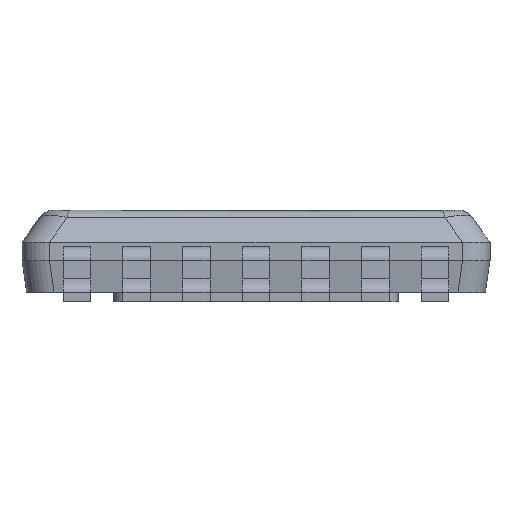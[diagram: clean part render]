
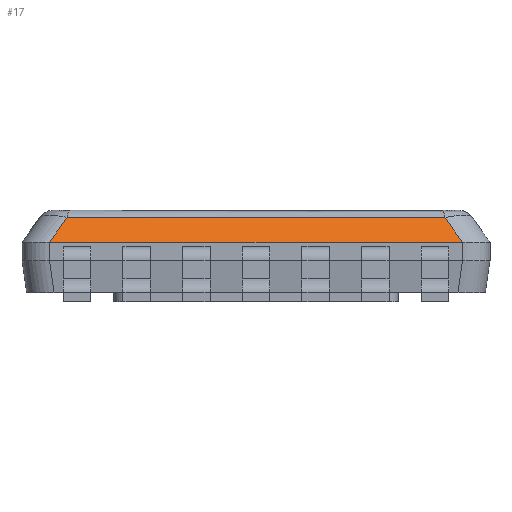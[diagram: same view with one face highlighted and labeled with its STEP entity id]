
A CAD part, left-side view. The second image highlights one B-rep face of the part: STEP entity #17.
In plain terms, the highlighted free-form (B-spline) face has degree [1, 1] with [2, 2] control points.
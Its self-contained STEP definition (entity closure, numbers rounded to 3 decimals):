
#17 = ADVANCED_FACE('',(#18),#77,.F.);
#18 = FACE_BOUND('',#19,.F.);
#19 = EDGE_LOOP('',(#20,#29,#64,#71));
#20 = ORIENTED_EDGE('',*,*,#21,.T.);
#21 = EDGE_CURVE('',#22,#24,#26,.T.);
#22 = VERTEX_POINT('',#23);
#23 = CARTESIAN_POINT('',(-2.25,2.25,0.65));
#24 = VERTEX_POINT('',#25);
#25 = CARTESIAN_POINT('',(-2.059,2.059,0.918)
  );
#26 = B_SPLINE_CURVE_WITH_KNOTS('',1,(#27,#28),.UNSPECIFIED.,.F.,.F.,(2,
    2),(0.,1.),.PIECEWISE_BEZIER_KNOTS.);
#27 = CARTESIAN_POINT('',(-2.25,2.25,0.65));
#28 = CARTESIAN_POINT('',(-2.,2.,1.));
#29 = ORIENTED_EDGE('',*,*,#30,.T.);
#30 = EDGE_CURVE('',#24,#31,#33,.T.);
#31 = VERTEX_POINT('',#32);
#32 = CARTESIAN_POINT('',(-2.059,-2.059,0.917
    ));
#33 = ( BOUNDED_CURVE() B_SPLINE_CURVE(10,(#34,#35,#36,#37,#38,#39,#40,
    #41,#42,#43,#44,#45,#46,#47,#48,#49,#50,#51,#52,#53,#54,#55,#56,#57,
    #58,#59,#60,#61,#62,#63),.UNSPECIFIED.,.F.,.F.) 
B_SPLINE_CURVE_WITH_KNOTS((11,9,10,11),(12.639,12.685,
16.685,16.734),.UNSPECIFIED.) CURVE() 
GEOMETRIC_REPRESENTATION_ITEM() RATIONAL_B_SPLINE_CURVE((1.,1.,1.,1.,
    1.,1.,1.,1.,1.,1.,1.,1.,1.,1.,1.,1.,1.,1.,1.
    ,1.,1.,1.,1.,1.,1.,1.,1.,1.,1.,1.)) 
REPRESENTATION_ITEM('') );
#34 = CARTESIAN_POINT('',(-2.059,2.059,0.918)
  );
#35 = CARTESIAN_POINT('',(-2.059,2.054,0.918)
  );
#36 = CARTESIAN_POINT('',(-2.059,2.048,0.917));
#37 = CARTESIAN_POINT('',(-2.059,2.043,0.917)
  );
#38 = CARTESIAN_POINT('',(-2.059,2.038,0.917));
#39 = CARTESIAN_POINT('',(-2.059,2.033,0.917)
  );
#40 = CARTESIAN_POINT('',(-2.059,2.028,0.917)
  );
#41 = CARTESIAN_POINT('',(-2.059,2.023,0.917)
  );
#42 = CARTESIAN_POINT('',(-2.059,2.018,0.917)
  );
#43 = CARTESIAN_POINT('',(-2.059,2.013,0.917)
  );
#44 = CARTESIAN_POINT('',(-2.06,1.593,0.915)
  );
#45 = CARTESIAN_POINT('',(-2.059,1.231,0.917)
  );
#46 = CARTESIAN_POINT('',(-2.06,0.814,0.916)
  );
#47 = CARTESIAN_POINT('',(-2.06,0.417,0.916)
  );
#48 = CARTESIAN_POINT('',(-2.06,-0.001,
    0.916));
#49 = CARTESIAN_POINT('',(-2.06,-0.398,0.916
    ));
#50 = CARTESIAN_POINT('',(-2.06,-0.801,0.916
    ));
#51 = CARTESIAN_POINT('',(-2.06,-1.2,0.916
    ));
#52 = CARTESIAN_POINT('',(-2.06,-1.6,0.916));
#53 = CARTESIAN_POINT('',(-2.06,-2.,0.916));
#54 = CARTESIAN_POINT('',(-2.06,-2.006,0.916
    ));
#55 = CARTESIAN_POINT('',(-2.06,-2.012,0.916
    ));
#56 = CARTESIAN_POINT('',(-2.06,-2.018,0.916)
  );
#57 = CARTESIAN_POINT('',(-2.06,-2.023,0.916
    ));
#58 = CARTESIAN_POINT('',(-2.06,-2.029,0.916)
  );
#59 = CARTESIAN_POINT('',(-2.06,-2.035,0.917
    ));
#60 = CARTESIAN_POINT('',(-2.059,-2.041,0.917
    ));
#61 = CARTESIAN_POINT('',(-2.059,-2.047,0.917
    ));
#62 = CARTESIAN_POINT('',(-2.059,-2.053,0.917
    ));
#63 = CARTESIAN_POINT('',(-2.059,-2.059,0.917
    ));
#64 = ORIENTED_EDGE('',*,*,#65,.F.);
#65 = EDGE_CURVE('',#66,#31,#68,.T.);
#66 = VERTEX_POINT('',#67);
#67 = CARTESIAN_POINT('',(-2.25,-2.25,0.65));
#68 = B_SPLINE_CURVE_WITH_KNOTS('',1,(#69,#70),.UNSPECIFIED.,.F.,.F.,(2,
    2),(0.,1.),.PIECEWISE_BEZIER_KNOTS.);
#69 = CARTESIAN_POINT('',(-2.25,-2.25,0.65));
#70 = CARTESIAN_POINT('',(-2.,-2.,1.));
#71 = ORIENTED_EDGE('',*,*,#72,.T.);
#72 = EDGE_CURVE('',#66,#22,#73,.T.);
#73 = LINE('',#74,#75);
#74 = CARTESIAN_POINT('',(-2.25,-2.25,0.65));
#75 = VECTOR('',#76,1.);
#76 = DIRECTION('',(0.,1.,0.));
#77 = B_SPLINE_SURFACE_WITH_KNOTS('',1,1,(
    (#78,#79)
    ,(#80,#81)),.UNSPECIFIED.,.F.,.F.,.F.,(2,2),(2,2),(0.,4.5),(0.,1.),
  .PIECEWISE_BEZIER_KNOTS.);
#78 = CARTESIAN_POINT('',(-2.25,-2.25,0.65));
#79 = CARTESIAN_POINT('',(-2.,-2.,1.));
#80 = CARTESIAN_POINT('',(-2.25,2.25,0.65));
#81 = CARTESIAN_POINT('',(-2.,2.,1.));
